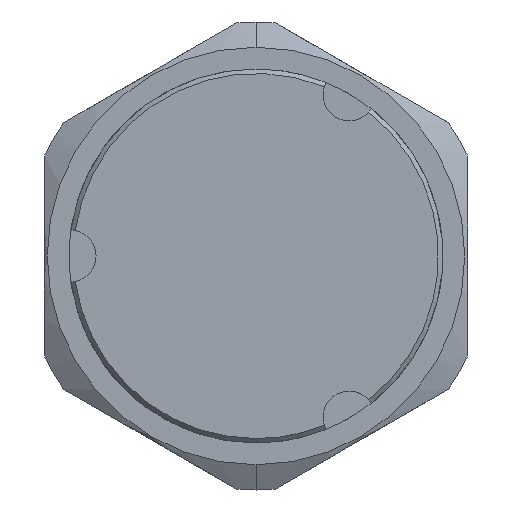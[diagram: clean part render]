
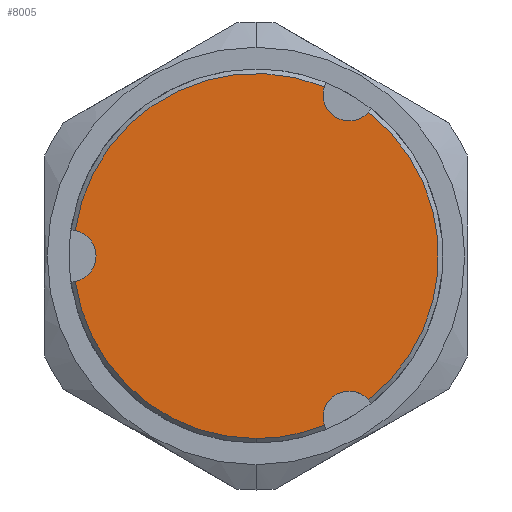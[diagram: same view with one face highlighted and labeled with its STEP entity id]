
A CAD part, left-side view. The second image highlights one B-rep face of the part: STEP entity #8005.
In plain terms, the highlighted planar face has unit normal (-1, 0, 0).
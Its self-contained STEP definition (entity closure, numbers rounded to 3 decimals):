
#235 = CIRCLE ( 'NONE', #5055, 1.75 ) ;
#458 = CIRCLE ( 'NONE', #811, 12.325 ) ;
#660 = DIRECTION ( 'NONE',  ( -1., 0., 0. ) ) ;
#671 = DIRECTION ( 'NONE',  ( -1., 0., 0. ) ) ;
#746 = DIRECTION ( 'NONE',  ( 0., -0.866, -0.5 ) ) ;
#811 = AXIS2_PLACEMENT_3D ( 'NONE', #12049, #16044, #8123 ) ;
#819 = CIRCLE ( 'NONE', #16062, 1.75 ) ;
#1719 = EDGE_CURVE ( 'NONE', #16530, #12424, #2453, .T. ) ;
#2189 = CARTESIAN_POINT ( 'NONE',  ( -7.95, -6.275, 10.869 ) ) ;
#2453 = CIRCLE ( 'NONE', #16161, 1.75 ) ;
#2567 = ORIENTED_EDGE ( 'NONE', *, *, #2835, .F. ) ;
#2835 = EDGE_CURVE ( 'NONE', #7788, #16346, #819, .T. ) ;
#3439 = AXIS2_PLACEMENT_3D ( 'NONE', #5112, #3770, #6342 ) ;
#3770 = DIRECTION ( 'NONE',  ( -1., 0., 0. ) ) ;
#4135 = ORIENTED_EDGE ( 'NONE', *, *, #14164, .T. ) ;
#4225 = CIRCLE ( 'NONE', #15625, 12.325 ) ;
#4267 = CIRCLE ( 'NONE', #16921, 1.75 ) ;
#4898 = CARTESIAN_POINT ( 'NONE',  ( -7.95, 0., -12.325 ) ) ;
#5055 = AXIS2_PLACEMENT_3D ( 'NONE', #8607, #671, #9722 ) ;
#5103 = DIRECTION ( 'NONE',  ( -1., 0., 0. ) ) ;
#5112 = CARTESIAN_POINT ( 'NONE',  ( -7.95, 0., 0. ) ) ;
#6327 = CIRCLE ( 'NONE', #3439, 12.325 ) ;
#6342 = DIRECTION ( 'NONE',  ( 0., 0., 1. ) ) ;
#6527 = DIRECTION ( 'NONE',  ( 1., 0., 0. ) ) ;
#6918 = VERTEX_POINT ( 'NONE', #11798 ) ;
#7317 = CARTESIAN_POINT ( 'NONE',  ( -7.95, -6.275, -10.869 ) ) ;
#7612 = CARTESIAN_POINT ( 'NONE',  ( -7.95, -7.588, 9.712 ) ) ;
#7724 = DIRECTION ( 'NONE',  ( -1., 0., 0. ) ) ;
#7788 = VERTEX_POINT ( 'NONE', #11890 ) ;
#7818 = DIRECTION ( 'NONE',  ( 0., 0., 1. ) ) ;
#7880 = DIRECTION ( 'NONE',  ( -1., 0., 0. ) ) ;
#7900 = DIRECTION ( 'NONE',  ( 0., 0., 1. ) ) ;
#8005 = ADVANCED_FACE ( 'NONE', ( #10847 ), #9431, .F. ) ;
#8123 = DIRECTION ( 'NONE',  ( 0., 0., 1. ) ) ;
#8607 = CARTESIAN_POINT ( 'NONE',  ( -7.95, -6.275, -10.869 ) ) ;
#8608 = CARTESIAN_POINT ( 'NONE',  ( -7.95, 12.205, 1.716 ) ) ;
#9431 = PLANE ( 'NONE',  #10789 ) ;
#9710 = ORIENTED_EDGE ( 'NONE', *, *, #16969, .T. ) ;
#9722 = DIRECTION ( 'NONE',  ( 0., 0.866, -0.5 ) ) ;
#10123 = DIRECTION ( 'NONE',  ( -1., 0., 0. ) ) ;
#10532 = VERTEX_POINT ( 'NONE', #15892 ) ;
#10742 = EDGE_CURVE ( 'NONE', #10532, #6918, #235, .T. ) ;
#10749 = CARTESIAN_POINT ( 'NONE',  ( -7.95, 0., 0. ) ) ;
#10789 = AXIS2_PLACEMENT_3D ( 'NONE', #10749, #6527, #11786 ) ;
#10847 = FACE_OUTER_BOUND ( 'NONE', #15206, .T. ) ;
#11232 = VERTEX_POINT ( 'NONE', #4898 ) ;
#11694 = ORIENTED_EDGE ( 'NONE', *, *, #12591, .T. ) ;
#11786 = DIRECTION ( 'NONE',  ( 0., 0., -1. ) ) ;
#11798 = CARTESIAN_POINT ( 'NONE',  ( -7.95, -6.275, -9.119 ) ) ;
#11890 = CARTESIAN_POINT ( 'NONE',  ( -7.95, -4.617, 11.428 ) ) ;
#12049 = CARTESIAN_POINT ( 'NONE',  ( -7.95, 0., 0. ) ) ;
#12424 = VERTEX_POINT ( 'NONE', #8608 ) ;
#12550 = ORIENTED_EDGE ( 'NONE', *, *, #10742, .F. ) ;
#12591 = EDGE_CURVE ( 'NONE', #16530, #11232, #14211, .T. ) ;
#13228 = EDGE_CURVE ( 'NONE', #6918, #16223, #4267, .T. ) ;
#14164 = EDGE_CURVE ( 'NONE', #7788, #12424, #6327, .T. ) ;
#14211 = CIRCLE ( 'NONE', #15597, 12.325 ) ;
#14464 = CARTESIAN_POINT ( 'NONE',  ( -7.95, 12.55, 0. ) ) ;
#14622 = ORIENTED_EDGE ( 'NONE', *, *, #1719, .F. ) ;
#14753 = EDGE_CURVE ( 'NONE', #11232, #16223, #4225, .T. ) ;
#15206 = EDGE_LOOP ( 'NONE', ( #9710, #2567, #4135, #14622, #11694, #16743, #16842, #12550 ) ) ;
#15597 = AXIS2_PLACEMENT_3D ( 'NONE', #15749, #5103, #17060 ) ;
#15625 = AXIS2_PLACEMENT_3D ( 'NONE', #15740, #7880, #7818 ) ;
#15740 = CARTESIAN_POINT ( 'NONE',  ( -7.95, 0., 0. ) ) ;
#15749 = CARTESIAN_POINT ( 'NONE',  ( -7.95, 0., 0. ) ) ;
#15892 = CARTESIAN_POINT ( 'NONE',  ( -7.95, -7.588, -9.712 ) ) ;
#16044 = DIRECTION ( 'NONE',  ( -1., 0., 0. ) ) ;
#16062 = AXIS2_PLACEMENT_3D ( 'NONE', #2189, #10123, #746 ) ;
#16161 = AXIS2_PLACEMENT_3D ( 'NONE', #14464, #7724, #7900 ) ;
#16223 = VERTEX_POINT ( 'NONE', #16416 ) ;
#16289 = CARTESIAN_POINT ( 'NONE',  ( -7.95, 12.205, -1.716 ) ) ;
#16346 = VERTEX_POINT ( 'NONE', #7612 ) ;
#16416 = CARTESIAN_POINT ( 'NONE',  ( -7.95, -4.617, -11.428 ) ) ;
#16530 = VERTEX_POINT ( 'NONE', #16289 ) ;
#16556 = DIRECTION ( 'NONE',  ( 0., 0.866, -0.5 ) ) ;
#16743 = ORIENTED_EDGE ( 'NONE', *, *, #14753, .T. ) ;
#16842 = ORIENTED_EDGE ( 'NONE', *, *, #13228, .F. ) ;
#16921 = AXIS2_PLACEMENT_3D ( 'NONE', #7317, #660, #16556 ) ;
#16969 = EDGE_CURVE ( 'NONE', #10532, #16346, #458, .T. ) ;
#17060 = DIRECTION ( 'NONE',  ( 0., 0., 1. ) ) ;
